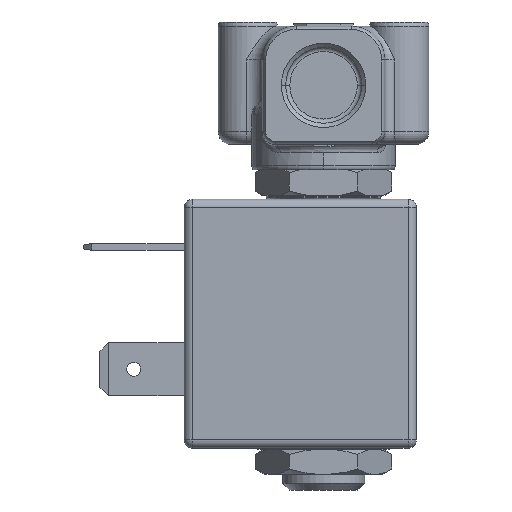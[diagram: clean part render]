
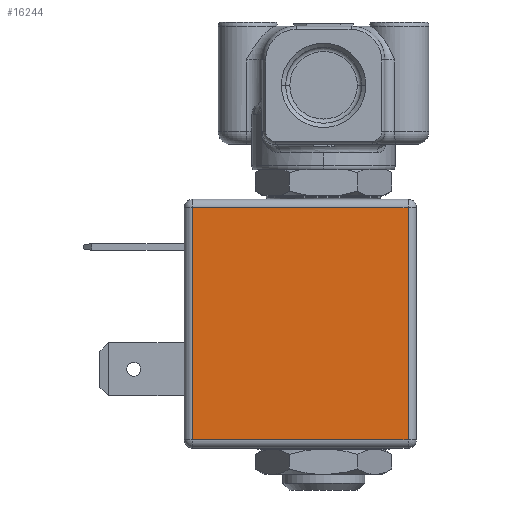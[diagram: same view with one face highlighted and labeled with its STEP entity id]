
A CAD part, front view. The second image highlights one B-rep face of the part: STEP entity #16244.
In plain terms, the highlighted planar face has unit normal (0, -1, 0).
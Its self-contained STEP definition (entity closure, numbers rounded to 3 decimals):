
#14970=DIRECTION('',(0.,0.,-1.));
#14971=VECTOR('',#14970,27.5);
#14972=CARTESIAN_POINT('',(15.5,-11.,26.));
#14973=LINE('',#14972,#14971);
#14974=DIRECTION('',(-1.,0.,0.));
#14975=VECTOR('',#14974,25.5);
#14976=CARTESIAN_POINT('',(15.5,-11.,-1.5));
#14977=LINE('',#14976,#14975);
#14978=DIRECTION('',(1.,0.,0.));
#14979=VECTOR('',#14978,25.5);
#14980=CARTESIAN_POINT('',(-10.,-11.,26.));
#14981=LINE('',#14980,#14979);
#15076=DIRECTION('',(0.,0.,-1.));
#15077=VECTOR('',#15076,27.5);
#15078=CARTESIAN_POINT('',(-10.,-11.,26.));
#15079=LINE('',#15078,#15077);
#15678=CARTESIAN_POINT('',(15.5,-11.,-1.5));
#15679=VERTEX_POINT('',#15678);
#15680=CARTESIAN_POINT('',(-10.,-11.,-1.5));
#15681=VERTEX_POINT('',#15680);
#15706=CARTESIAN_POINT('',(15.5,-11.,26.));
#15707=VERTEX_POINT('',#15706);
#15708=CARTESIAN_POINT('',(-10.,-11.,26.));
#15709=VERTEX_POINT('',#15708);
#16231=CARTESIAN_POINT('',(2.75,-11.,12.25));
#16232=DIRECTION('',(0.,1.,0.));
#16233=DIRECTION('',(-1.,0.,0.));
#16234=AXIS2_PLACEMENT_3D('',#16231,#16232,#16233);
#16235=PLANE('',#16234);
#16236=ORIENTED_EDGE('',*,*,#16215,.T.);
#16238=ORIENTED_EDGE('',*,*,#16237,.T.);
#16240=ORIENTED_EDGE('',*,*,#16239,.F.);
#16241=ORIENTED_EDGE('',*,*,#16176,.T.);
#16242=EDGE_LOOP('',(#16236,#16238,#16240,#16241));
#16243=FACE_OUTER_BOUND('',#16242,.F.);
#16176=EDGE_CURVE('',#15709,#15707,#14981,.T.);
#16215=EDGE_CURVE('',#15707,#15679,#14973,.T.);
#16237=EDGE_CURVE('',#15679,#15681,#14977,.T.);
#16239=EDGE_CURVE('',#15709,#15681,#15079,.T.);
#16244=ADVANCED_FACE('',(#16243),#16235,.F.);
